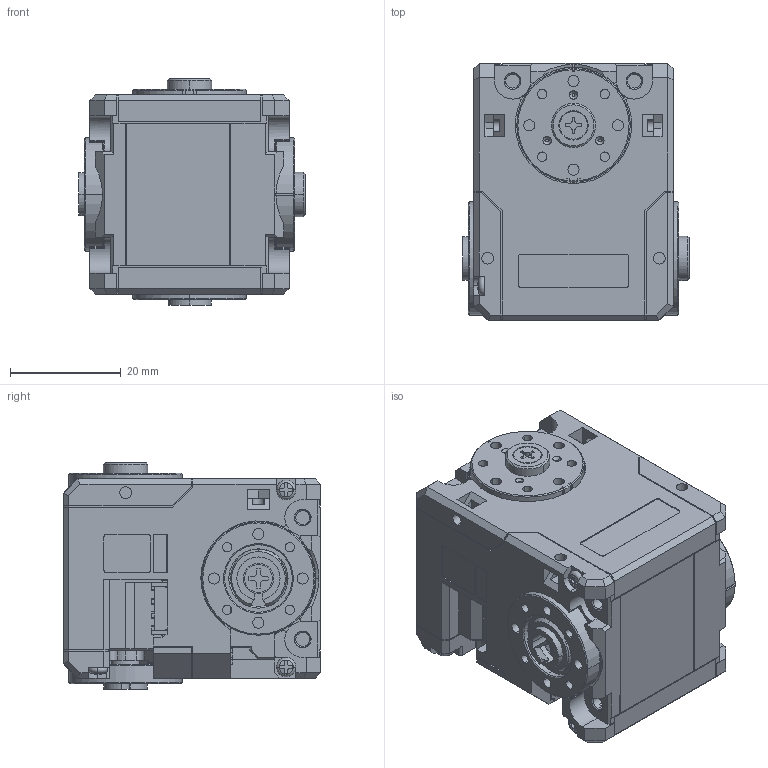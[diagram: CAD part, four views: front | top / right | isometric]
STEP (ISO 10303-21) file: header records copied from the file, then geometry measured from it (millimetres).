
FILE_DESCRIPTION (( 'STEP AP203' ), '1' );
FILE_NAME ('2XL-430.STEP', '2024-06-13T14:58:16', ( '' ), ( '' ), 'SwSTEP 2.0', 'SolidWorks 2024', '' );
FILE_SCHEMA (( 'CONFIG_CONTROL_DESIGN' ));
Length unit declared in the file: millimetre
Products named in the file (15): DC11_A01_HORN_REF_ASM.stp; 2XL-430.stp; DC14_A01_INSERT_2.stp; DC11_A01_HORN_REF.stp; 2XL-430; S3B-EH.stp; DC11_A01_IDLER_REF_ASM.stp; DC11_A01_IDLER_SCREW.stp; PHS_M2X33_TAP_K.stp; FHS_M2_5X06_NYLOK.stp; DC14_A01_INSERT_1.stp; EHR-3.stp; DC14_A01_REF.stp; DC11_A01_IDLER_CAP_REF.stp; DC11_A01_IDLER_REF.stp
Assembly tree (29 placements, depth 4):
  2XL-430
    2XL-430.stp
      DC11_A01_HORN_REF_ASM.stp  x2
        DC11_A01_HORN_REF.stp
        FHS_M2_5X06_NYLOK.stp
      DC11_A01_IDLER_REF_ASM.stp  x2
        DC11_A01_IDLER_REF.stp
        DC11_A01_IDLER_CAP_REF.stp
        DC11_A01_IDLER_SCREW.stp
      DC14_A01_REF.stp
      S3B-EH.stp  x2
      EHR-3.stp  x2
      PHS_M2X33_TAP_K.stp  x4
      DC14_A01_INSERT_2.stp  x8
      DC14_A01_INSERT_1.stp  x2
Bounding box: 40.9 x 46.5 x 40.9 mm (x, y, z)
Volume: 56320.8 mm3; surface area: 20396.8 mm2
Topology: 11 solids, 47 shells, 3198 faces, 8831 edges, 5805 vertices
Faces by surface type: plane 1850, cylinder 1090, cone 190, bspline 44, torus 16, sphere 8
Entity records: 52844 total; most frequent: CARTESIAN_POINT 11873, ORIENTED_EDGE 8230, DIRECTION 8021, EDGE_CURVE 4125, LINE 2901, VECTOR 2901, VERTEX_POINT 2699, AXIS2_PLACEMENT_3D 2560
